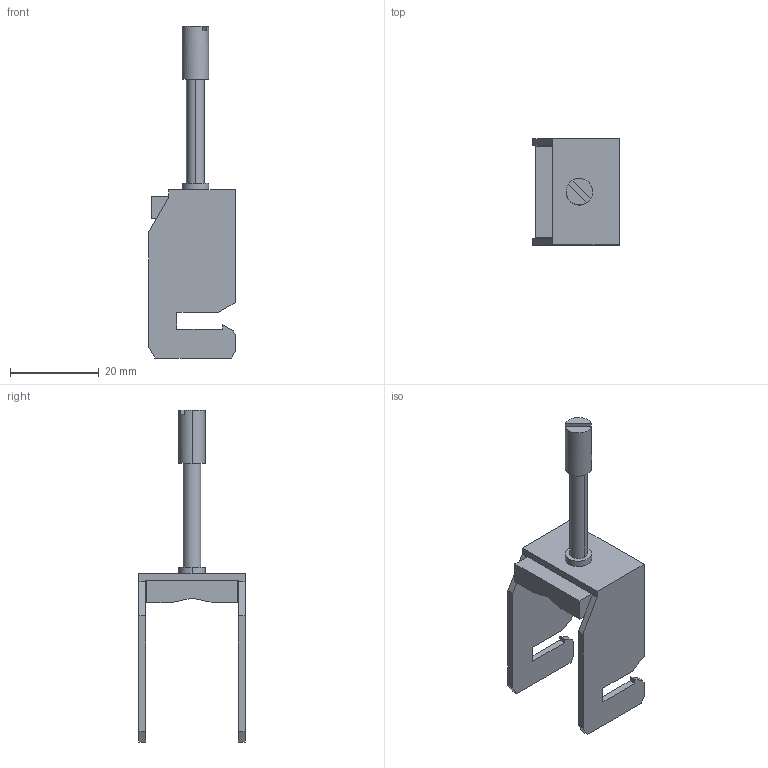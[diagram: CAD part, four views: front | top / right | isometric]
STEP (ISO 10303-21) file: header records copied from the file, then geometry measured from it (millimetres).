
FILE_DESCRIPTION(('HOOPS Exchange Step'),'2;1');
FILE_NAME('export-D84C263A-9E43-44C2-8013-1C52D5A55B7C.stp','2023-04-15T13:40:53+02:00',('Engineering'),('Alibre'),'HOOPS Exchange 2021.0','Alibre','Unknown authorisation');
FILE_SCHEMA( ('AP242_MANAGED_MODEL_BASED_3D_ENGINEERING_MIM_LF {1 0 10303 442 1 1 4 }') );
Length unit declared in the file: millimetre
Products named in the file (2): 3701-2 SK20 - (5-20mm) - Shield connection terminal block - 3025189; 3701 SK20 - (5-20mm) - Shield connection terminal block - 3025189
Assembly tree (1 placements, depth 2):
  3701 SK20 - (5-20mm) - Shield connection terminal block - 3025189
    3701-2 SK20 - (5-20mm) - Shield connection terminal block - 3025189
Bounding box: 19.5 x 24 x 75 mm (x, y, z)
Volume: 4890.5 mm3; surface area: 4829.9 mm2
Topology: 1 solids, 1 shells, 56 faces, 152 edges, 101 vertices
Faces by surface type: plane 50, cylinder 6
Entity records: 1813 total; most frequent: CARTESIAN_POINT 314, ORIENTED_EDGE 304, DIRECTION 291, EDGE_CURVE 152, VECTOR 135, LINE 135, VERTEX_POINT 101, AXIS2_PLACEMENT_3D 78
